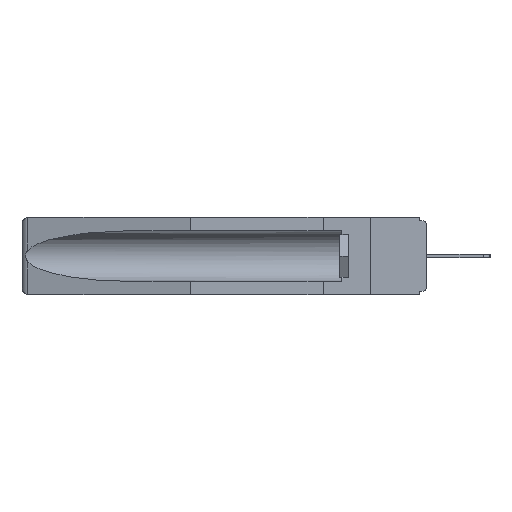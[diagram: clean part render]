
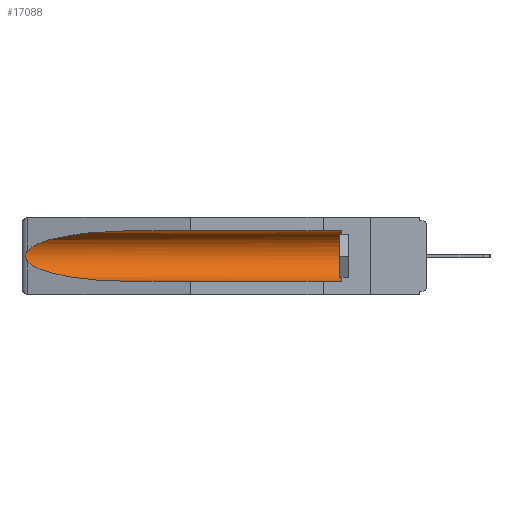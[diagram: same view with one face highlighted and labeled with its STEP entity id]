
A CAD part, left-side view. The second image highlights one B-rep face of the part: STEP entity #17088.
In plain terms, the highlighted cylindrical face has radius 2.857 mm (diameter 5.715 mm), a partial arc.
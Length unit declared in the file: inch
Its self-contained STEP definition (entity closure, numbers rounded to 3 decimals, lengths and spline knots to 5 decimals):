
#724 = EDGE_CURVE ( 'NONE', #16676, #12898, #4084, .T. ) ;
#1017 = EDGE_CURVE ( 'NONE', #15498, #23638, #19526, .T. ) ;
#1139 = CARTESIAN_POINT ( 'NONE',  ( 0.155, -0.30754, -0.059 ) ) ;
#1746 = LINE ( 'NONE', #9961, #4790 ) ;
#1980 = ORIENTED_EDGE ( 'NONE', *, *, #1017, .T. ) ;
#2026 = CARTESIAN_POINT ( 'NONE',  ( 0.26537, 1.52718, -0.19328 ) ) ;
#2360 = CARTESIAN_POINT ( 'NONE',  ( 0.21114, 1.30732, -0.284 ) ) ;
#3164 = CARTESIAN_POINT ( 'NONE',  ( 0.155, 0.126, -0.284 ) ) ;
#3393 = CARTESIAN_POINT ( 'NONE',  ( 0.155, -0.30754, -0.1715 ) ) ;
#3759 = CARTESIAN_POINT ( 'NONE',  ( 0.2675, 1.53308, -0.16763 ) ) ;
#3804 = VERTEX_POINT ( 'NONE', #3164 ) ;
#4084 =( BOUNDED_CURVE ( )  B_SPLINE_CURVE ( 3, ( #18450, #18868, #2360, #4364 ),
 .UNSPECIFIED., .F., .F. ) 
 B_SPLINE_CURVE_WITH_KNOTS ( ( 4, 4 ),
 ( 0.1948, 1.5708 ),
 .UNSPECIFIED. ) 
 CURVE ( )  GEOMETRIC_REPRESENTATION_ITEM ( )  RATIONAL_B_SPLINE_CURVE ( ( 1., 0.848, 0.848, 1. ) ) 
 REPRESENTATION_ITEM ( '' )  );
#4235 = ORIENTED_EDGE ( 'NONE', *, *, #724, .T. ) ;
#4346 = EDGE_CURVE ( 'NONE', #12410, #16676, #7038, .T. ) ;
#4364 = CARTESIAN_POINT ( 'NONE',  ( 0.155, 1.07973, -0.284 ) ) ;
#4525 = CARTESIAN_POINT ( 'NONE',  ( 0.155, 1.07973, -0.059 ) ) ;
#4790 = VECTOR ( 'NONE', #26314, 39.37008 ) ;
#5330 = ORIENTED_EDGE ( 'NONE', *, *, #24010, .T. ) ;
#5778 = CARTESIAN_POINT ( 'NONE',  ( 0.26655, 1.53094, -0.18657 ) ) ;
#6042 = CARTESIAN_POINT ( 'NONE',  ( 0.26597, 1.52961, -0.15275 ) ) ;
#6382 = CARTESIAN_POINT ( 'NONE',  ( 0.26537, 1.52718, -0.14972 ) ) ;
#6616 = ORIENTED_EDGE ( 'NONE', *, *, #16079, .F. ) ;
#6740 = CARTESIAN_POINT ( 'NONE',  ( 0.26537, 1.52718, -0.14972 ) ) ;
#7038 = B_SPLINE_CURVE_WITH_KNOTS ( 'NONE', 3,
 ( #12100, #6042, #20257, #8194, #3759, #13834, #14099, #5778, #14369, #2026 ),
 .UNSPECIFIED., .F., .F.,
 ( 4, 2, 2, 2, 4 ),
 ( 0., 0.00029, 0.00058, 0.00087, 0.00117 ),
 .UNSPECIFIED. ) ;
#8194 = CARTESIAN_POINT ( 'NONE',  ( 0.2673, 1.5327, -0.16383 ) ) ;
#8799 = CARTESIAN_POINT ( 'NONE',  ( 0.21114, 1.30732, -0.059 ) ) ;
#8855 = CARTESIAN_POINT ( 'NONE',  ( 0.155, 1.07973, -0.284 ) ) ;
#9125 = AXIS2_PLACEMENT_3D ( 'NONE', #3393, #13207, #23795 ) ;
#9170 = ORIENTED_EDGE ( 'NONE', *, *, #13339, .T. ) ;
#9556 = ORIENTED_EDGE ( 'NONE', *, *, #4346, .T. ) ;
#9961 = CARTESIAN_POINT ( 'NONE',  ( 0.155, -0.30754, -0.284 ) ) ;
#10301 =( BOUNDED_CURVE ( )  B_SPLINE_CURVE ( 3, ( #16574, #8799, #22736, #6382 ),
 .UNSPECIFIED., .F., .T. ) 
 B_SPLINE_CURVE_WITH_KNOTS ( ( 4, 4 ),
 ( 4.71239, 6.08839 ),
 .UNSPECIFIED. ) 
 CURVE ( )  GEOMETRIC_REPRESENTATION_ITEM ( )  RATIONAL_B_SPLINE_CURVE ( ( 1., 0.848, 0.848, 1. ) ) 
 REPRESENTATION_ITEM ( '' )  );
#10304 = DIRECTION ( 'NONE',  ( 0., -1., 0. ) ) ;
#12100 = CARTESIAN_POINT ( 'NONE',  ( 0.26537, 1.52718, -0.14972 ) ) ;
#12410 = VERTEX_POINT ( 'NONE', #6740 ) ;
#12898 = VERTEX_POINT ( 'NONE', #8855 ) ;
#13207 = DIRECTION ( 'NONE',  ( 0., 1., 0. ) ) ;
#13339 = EDGE_CURVE ( 'NONE', #3804, #15498, #14158, .T. ) ;
#13834 = CARTESIAN_POINT ( 'NONE',  ( 0.2675, 1.53308, -0.17534 ) ) ;
#14099 = CARTESIAN_POINT ( 'NONE',  ( 0.2673, 1.53269, -0.17917 ) ) ;
#14158 = CIRCLE ( 'NONE', #20135, 0.1125 ) ;
#14369 = CARTESIAN_POINT ( 'NONE',  ( 0.26597, 1.5296, -0.19026 ) ) ;
#14620 = VECTOR ( 'NONE', #25697, 39.37008 ) ;
#15498 = VERTEX_POINT ( 'NONE', #24208 ) ;
#16079 = EDGE_CURVE ( 'NONE', #3804, #12898, #1746, .T. ) ;
#16574 = CARTESIAN_POINT ( 'NONE',  ( 0.155, 1.07973, -0.059 ) ) ;
#16676 = VERTEX_POINT ( 'NONE', #21314 ) ;
#17088 = ADVANCED_FACE ( 'NONE', ( #21773 ), #25925, .F. ) ;
#18450 = CARTESIAN_POINT ( 'NONE',  ( 0.26537, 1.52718, -0.19328 ) ) ;
#18796 = EDGE_LOOP ( 'NONE', ( #5330, #9556, #4235, #6616, #9170, #1980 ) ) ;
#18868 = CARTESIAN_POINT ( 'NONE',  ( 0.25451, 1.48313, -0.24835 ) ) ;
#19526 = LINE ( 'NONE', #1139, #14620 ) ;
#20135 = AXIS2_PLACEMENT_3D ( 'NONE', #22904, #10304, #23162 ) ;
#20257 = CARTESIAN_POINT ( 'NONE',  ( 0.26654, 1.53092, -0.15636 ) ) ;
#21314 = CARTESIAN_POINT ( 'NONE',  ( 0.26537, 1.52718, -0.19328 ) ) ;
#21773 = FACE_OUTER_BOUND ( 'NONE', #18796, .T. ) ;
#22736 = CARTESIAN_POINT ( 'NONE',  ( 0.25451, 1.48313, -0.09465 ) ) ;
#22904 = CARTESIAN_POINT ( 'NONE',  ( 0.155, 0.126, -0.1715 ) ) ;
#23162 = DIRECTION ( 'NONE',  ( 0., 0., 1. ) ) ;
#23638 = VERTEX_POINT ( 'NONE', #4525 ) ;
#23795 = DIRECTION ( 'NONE',  ( 0., 0., 1. ) ) ;
#24010 = EDGE_CURVE ( 'NONE', #23638, #12410, #10301, .T. ) ;
#24208 = CARTESIAN_POINT ( 'NONE',  ( 0.155, 0.126, -0.059 ) ) ;
#25697 = DIRECTION ( 'NONE',  ( 0., 1., 0. ) ) ;
#25925 = CYLINDRICAL_SURFACE ( 'NONE', #9125, 0.1125 ) ;
#26314 = DIRECTION ( 'NONE',  ( 0., 1., 0. ) ) ;
